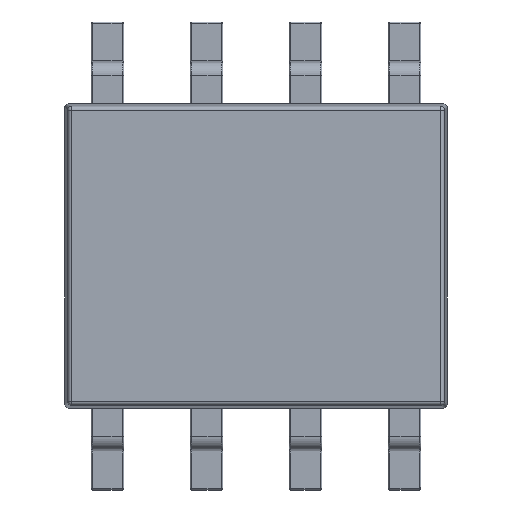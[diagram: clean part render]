
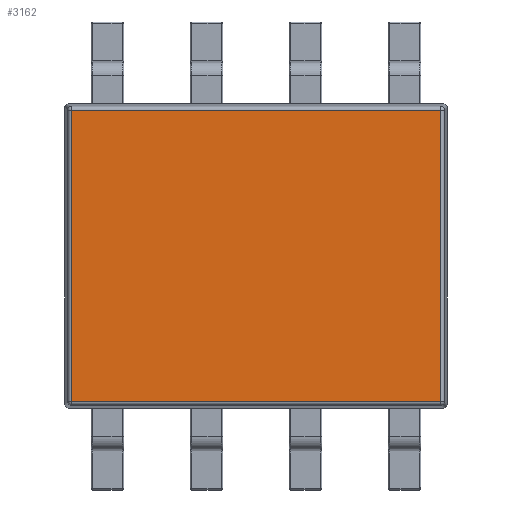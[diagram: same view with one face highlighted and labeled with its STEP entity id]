
A CAD part, top view. The second image highlights one B-rep face of the part: STEP entity #3162.
In plain terms, the highlighted planar face has unit normal (0, 0, 1).
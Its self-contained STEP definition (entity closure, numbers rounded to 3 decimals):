
#356=FACE_OUTER_BOUND('',#571,.T.);
#571=EDGE_LOOP('',(#2123,#2124,#2125,#2126));
#787=LINE('',#4888,#1075);
#788=LINE('',#4890,#1076);
#789=LINE('',#4892,#1077);
#790=LINE('',#4893,#1078);
#1075=VECTOR('',#3800,1000.);
#1076=VECTOR('',#3801,1000.);
#1077=VECTOR('',#3802,1000.);
#1078=VECTOR('',#3803,1000.);
#1363=VERTEX_POINT('',#4886);
#1364=VERTEX_POINT('',#4887);
#1365=VERTEX_POINT('',#4889);
#1366=VERTEX_POINT('',#4891);
#1643=EDGE_CURVE('',#1363,#1364,#787,.T.);
#1644=EDGE_CURVE('',#1365,#1363,#788,.T.);
#1645=EDGE_CURVE('',#1366,#1365,#789,.T.);
#1646=EDGE_CURVE('',#1364,#1366,#790,.T.);
#2123=ORIENTED_EDGE('',*,*,#1643,.F.);
#2124=ORIENTED_EDGE('',*,*,#1644,.F.);
#2125=ORIENTED_EDGE('',*,*,#1645,.F.);
#2126=ORIENTED_EDGE('',*,*,#1646,.F.);
#3083=PLANE('',#3397);
#3162=ADVANCED_FACE('',(#356),#3083,.T.);
#3397=AXIS2_PLACEMENT_3D('',#4885,#3798,#3799);
#3798=DIRECTION('center_axis',(0.,0.,1.));
#3799=DIRECTION('ref_axis',(1.,0.,0.));
#3800=DIRECTION('',(0.,1.,0.));
#3801=DIRECTION('',(-1.,0.,0.));
#3802=DIRECTION('',(0.,-1.,0.));
#3803=DIRECTION('',(1.,0.,0.));
#4885=CARTESIAN_POINT('Origin',(-2.45,-1.95,0.425));
#4886=CARTESIAN_POINT('',(-2.367,-1.867,0.425));
#4887=CARTESIAN_POINT('',(-2.367,1.867,0.425));
#4888=CARTESIAN_POINT('',(-2.367,-1.95,0.425));
#4889=CARTESIAN_POINT('',(2.367,-1.867,0.425));
#4890=CARTESIAN_POINT('',(-2.45,-1.867,0.425));
#4891=CARTESIAN_POINT('',(2.367,1.867,0.425));
#4892=CARTESIAN_POINT('',(2.367,-1.95,0.425));
#4893=CARTESIAN_POINT('',(-2.45,1.867,0.425));
